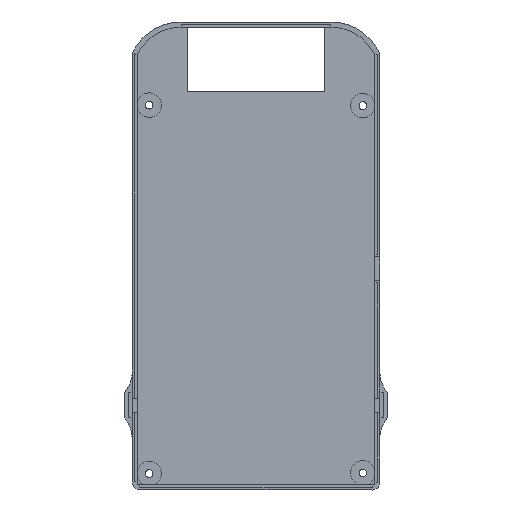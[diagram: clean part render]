
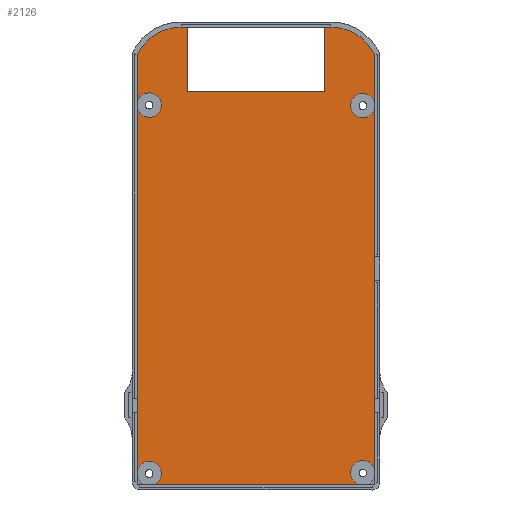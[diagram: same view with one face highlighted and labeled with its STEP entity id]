
A CAD part, front view. The second image highlights one B-rep face of the part: STEP entity #2126.
In plain terms, the highlighted planar face has unit normal (0, -1, 0).
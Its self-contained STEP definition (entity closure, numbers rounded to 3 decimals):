
#117=CIRCLE('',#2228,18.678);
#136=CIRCLE('',#2276,20.762);
#139=CIRCLE('',#2280,20.678);
#153=CIRCLE('',#2307,18.762);
#154=CIRCLE('',#2308,4.71);
#155=CIRCLE('',#2309,4.71);
#156=CIRCLE('',#2310,4.71);
#157=CIRCLE('',#2311,4.71);
#265=FACE_OUTER_BOUND('',#404,.T.);
#404=EDGE_LOOP('',(#1888,#1889,#1890,#1891,#1892,#1893,#1894,#1895,#1896,
#1897,#1898,#1899,#1900,#1901,#1902,#1903,#1904,#1905,#1906,#1907,#1908,
#1909));
#415=LINE('',#2918,#632);
#420=LINE('',#2927,#637);
#421=LINE('',#2931,#638);
#427=LINE('',#2945,#644);
#429=LINE('',#2950,#646);
#442=LINE('',#2984,#659);
#449=LINE('',#3013,#666);
#465=LINE('',#3057,#682);
#469=LINE('',#3065,#686);
#500=LINE('',#3146,#717);
#503=LINE('',#3151,#720);
#623=LINE('',#3541,#840);
#625=LINE('',#3547,#842);
#626=LINE('',#3550,#843);
#632=VECTOR('',#2328,10.);
#637=VECTOR('',#2335,10.);
#638=VECTOR('',#2338,10.);
#644=VECTOR('',#2348,10.);
#646=VECTOR('',#2352,10.);
#659=VECTOR('',#2383,10.);
#666=VECTOR('',#2410,10.);
#682=VECTOR('',#2444,10.);
#686=VECTOR('',#2448,10.);
#717=VECTOR('',#2509,10.);
#720=VECTOR('',#2512,10.);
#840=VECTOR('',#2792,10.);
#842=VECTOR('',#2798,10.);
#843=VECTOR('',#2801,10.);
#849=VERTEX_POINT('',#2915);
#850=VERTEX_POINT('',#2917);
#853=VERTEX_POINT('',#2924);
#854=VERTEX_POINT('',#2929);
#855=VERTEX_POINT('',#2930);
#859=VERTEX_POINT('',#2939);
#861=VERTEX_POINT('',#2943);
#862=VERTEX_POINT('',#2947);
#874=VERTEX_POINT('',#2982);
#875=VERTEX_POINT('',#2983);
#886=VERTEX_POINT('',#3010);
#887=VERTEX_POINT('',#3012);
#905=VERTEX_POINT('',#3054);
#906=VERTEX_POINT('',#3056);
#909=VERTEX_POINT('',#3062);
#910=VERTEX_POINT('',#3064);
#944=VERTEX_POINT('',#3143);
#945=VERTEX_POINT('',#3145);
#946=VERTEX_POINT('',#3148);
#947=VERTEX_POINT('',#3150);
#1031=VERTEX_POINT('',#3545);
#1032=VERTEX_POINT('',#3549);
#1049=EDGE_CURVE('',#849,#850,#415,.T.);
#1054=EDGE_CURVE('',#853,#850,#420,.T.);
#1055=EDGE_CURVE('',#854,#855,#421,.T.);
#1062=EDGE_CURVE('',#859,#861,#427,.T.);
#1064=EDGE_CURVE('',#861,#862,#429,.T.);
#1081=EDGE_CURVE('',#874,#875,#442,.T.);
#1094=EDGE_CURVE('',#887,#886,#449,.T.);
#1115=EDGE_CURVE('',#906,#905,#465,.T.);
#1119=EDGE_CURVE('',#910,#909,#469,.T.);
#1158=EDGE_CURVE('',#945,#944,#500,.T.);
#1161=EDGE_CURVE('',#947,#946,#503,.T.);
#1245=EDGE_CURVE('',#944,#859,#117,.T.);
#1309=EDGE_CURVE('',#874,#855,#623,.T.);
#1312=EDGE_CURVE('',#1031,#854,#625,.T.);
#1313=EDGE_CURVE('',#875,#1032,#626,.T.);
#1320=EDGE_CURVE('',#853,#1031,#136,.T.);
#1324=EDGE_CURVE('',#1032,#862,#139,.T.);
#1340=EDGE_CURVE('',#849,#910,#153,.T.);
#1341=EDGE_CURVE('',#909,#906,#154,.T.);
#1342=EDGE_CURVE('',#905,#887,#155,.T.);
#1343=EDGE_CURVE('',#886,#947,#156,.T.);
#1344=EDGE_CURVE('',#946,#945,#157,.T.);
#1888=ORIENTED_EDGE('',*,*,#1055,.F.);
#1889=ORIENTED_EDGE('',*,*,#1312,.F.);
#1890=ORIENTED_EDGE('',*,*,#1320,.F.);
#1891=ORIENTED_EDGE('',*,*,#1054,.T.);
#1892=ORIENTED_EDGE('',*,*,#1049,.F.);
#1893=ORIENTED_EDGE('',*,*,#1340,.T.);
#1894=ORIENTED_EDGE('',*,*,#1119,.T.);
#1895=ORIENTED_EDGE('',*,*,#1341,.T.);
#1896=ORIENTED_EDGE('',*,*,#1115,.T.);
#1897=ORIENTED_EDGE('',*,*,#1342,.T.);
#1898=ORIENTED_EDGE('',*,*,#1094,.T.);
#1899=ORIENTED_EDGE('',*,*,#1343,.T.);
#1900=ORIENTED_EDGE('',*,*,#1161,.T.);
#1901=ORIENTED_EDGE('',*,*,#1344,.T.);
#1902=ORIENTED_EDGE('',*,*,#1158,.T.);
#1903=ORIENTED_EDGE('',*,*,#1245,.T.);
#1904=ORIENTED_EDGE('',*,*,#1062,.T.);
#1905=ORIENTED_EDGE('',*,*,#1064,.T.);
#1906=ORIENTED_EDGE('',*,*,#1324,.F.);
#1907=ORIENTED_EDGE('',*,*,#1313,.F.);
#1908=ORIENTED_EDGE('',*,*,#1081,.F.);
#1909=ORIENTED_EDGE('',*,*,#1309,.T.);
#2018=PLANE('',#2306);
#2126=ADVANCED_FACE('',(#265),#2018,.F.);
#2228=AXIS2_PLACEMENT_3D('',#3315,#2671,#2672);
#2276=AXIS2_PLACEMENT_3D('',#3576,#2816,#2817);
#2280=AXIS2_PLACEMENT_3D('',#3595,#2824,#2825);
#2306=AXIS2_PLACEMENT_3D('',#3658,#2878,#2879);
#2307=AXIS2_PLACEMENT_3D('',#3659,#2880,#2881);
#2308=AXIS2_PLACEMENT_3D('',#3660,#2882,#2883);
#2309=AXIS2_PLACEMENT_3D('',#3661,#2884,#2885);
#2310=AXIS2_PLACEMENT_3D('',#3662,#2886,#2887);
#2311=AXIS2_PLACEMENT_3D('',#3663,#2888,#2889);
#2328=DIRECTION('',(-1.,0.,0.));
#2335=DIRECTION('',(0.,0.,-1.));
#2338=DIRECTION('',(0.,0.,-1.));
#2348=DIRECTION('',(1.,0.,0.));
#2352=DIRECTION('',(0.,0.,1.));
#2383=DIRECTION('',(0.,0.,1.));
#2410=DIRECTION('',(1.,0.,-0.001));
#2444=DIRECTION('',(0.,0.,-1.));
#2448=DIRECTION('',(0.,0.,-1.));
#2509=DIRECTION('',(0.,0.,1.));
#2512=DIRECTION('',(0.,0.,1.));
#2671=DIRECTION('center_axis',(0.,-1.,0.));
#2672=DIRECTION('ref_axis',(0.,0.,1.));
#2792=DIRECTION('',(-1.,0.,0.));
#2798=DIRECTION('',(1.,0.,0.));
#2801=DIRECTION('',(1.,0.,0.));
#2816=DIRECTION('center_axis',(0.,1.,0.));
#2817=DIRECTION('ref_axis',(-0.539,0.,0.842));
#2824=DIRECTION('center_axis',(0.,1.,0.));
#2825=DIRECTION('ref_axis',(0.543,0.,0.84));
#2878=DIRECTION('center_axis',(0.,1.,0.));
#2879=DIRECTION('ref_axis',(-1.,0.,0.));
#2880=DIRECTION('center_axis',(0.,-1.,0.));
#2881=DIRECTION('ref_axis',(-0.898,0.,0.44));
#2882=DIRECTION('center_axis',(0.,1.,0.));
#2883=DIRECTION('ref_axis',(-1.,0.,0.));
#2884=DIRECTION('center_axis',(0.,1.,0.));
#2885=DIRECTION('ref_axis',(-1.,0.,0.));
#2886=DIRECTION('center_axis',(0.,1.,0.));
#2887=DIRECTION('ref_axis',(-1.,0.,0.));
#2888=DIRECTION('center_axis',(0.,1.,0.));
#2889=DIRECTION('ref_axis',(-1.,0.,0.));
#2915=CARTESIAN_POINT('',(-28.78,15.55,86.91));
#2917=CARTESIAN_POINT('',(-28.85,15.55,86.91));
#2918=CARTESIAN_POINT('',(-26.35,15.55,86.91));
#2924=CARTESIAN_POINT('',(-28.85,15.55,88.91));
#2927=CARTESIAN_POINT('',(-28.85,15.55,86.91));
#2929=CARTESIAN_POINT('',(-26.35,15.55,88.91));
#2930=CARTESIAN_POINT('',(-26.35,15.55,62.06));
#2931=CARTESIAN_POINT('',(-26.35,15.55,80.098));
#2939=CARTESIAN_POINT('',(28.78,15.55,86.91));
#2943=CARTESIAN_POINT('',(28.85,15.55,86.91));
#2945=CARTESIAN_POINT('',(26.35,15.55,86.91));
#2947=CARTESIAN_POINT('',(28.85,15.55,88.91));
#2950=CARTESIAN_POINT('',(28.85,15.55,86.91));
#2982=CARTESIAN_POINT('',(26.35,15.55,62.06));
#2983=CARTESIAN_POINT('',(26.35,15.55,88.91));
#2984=CARTESIAN_POINT('',(26.35,15.55,62.06));
#3010=CARTESIAN_POINT('',(39.802,15.55,-88.961));
#3012=CARTESIAN_POINT('',(-39.026,15.55,-88.862));
#3013=CARTESIAN_POINT('',(-45.632,15.55,-88.854));
#3054=CARTESIAN_POINT('',(-45.632,15.55,-83.345));
#3056=CARTESIAN_POINT('',(-45.63,15.55,55.68));
#3057=CARTESIAN_POINT('',(-45.63,15.55,76.4));
#3062=CARTESIAN_POINT('',(-45.63,15.55,58.259));
#3064=CARTESIAN_POINT('',(-45.63,15.55,76.4));
#3065=CARTESIAN_POINT('',(-45.63,15.55,76.4));
#3143=CARTESIAN_POINT('',(45.63,15.55,76.292));
#3145=CARTESIAN_POINT('',(45.63,15.55,58.057));
#3146=CARTESIAN_POINT('',(45.628,15.55,-88.968));
#3148=CARTESIAN_POINT('',(45.63,15.55,55.478));
#3150=CARTESIAN_POINT('',(45.628,15.55,-83.143));
#3151=CARTESIAN_POINT('',(45.628,15.55,-88.968));
#3315=CARTESIAN_POINT('Origin',(28.78,15.55,68.232));
#3541=CARTESIAN_POINT('',(-13.176,15.55,62.06));
#3545=CARTESIAN_POINT('',(-28.78,15.55,88.91));
#3547=CARTESIAN_POINT('',(14.389,15.55,88.91));
#3549=CARTESIAN_POINT('',(28.78,15.55,88.91));
#3550=CARTESIAN_POINT('',(14.389,15.55,88.91));
#3576=CARTESIAN_POINT('Origin',(-28.78,15.55,68.149));
#3595=CARTESIAN_POINT('Origin',(28.78,15.55,68.232));
#3658=CARTESIAN_POINT('Origin',(-0.001,15.55,-1.028));
#3659=CARTESIAN_POINT('Origin',(-28.78,15.55,68.149));
#3660=CARTESIAN_POINT('Origin',(-41.1,15.55,56.969));
#3661=CARTESIAN_POINT('Origin',(-41.102,15.55,-84.635));
#3662=CARTESIAN_POINT('Origin',(41.098,15.55,-84.433));
#3663=CARTESIAN_POINT('Origin',(41.1,15.55,56.767));
